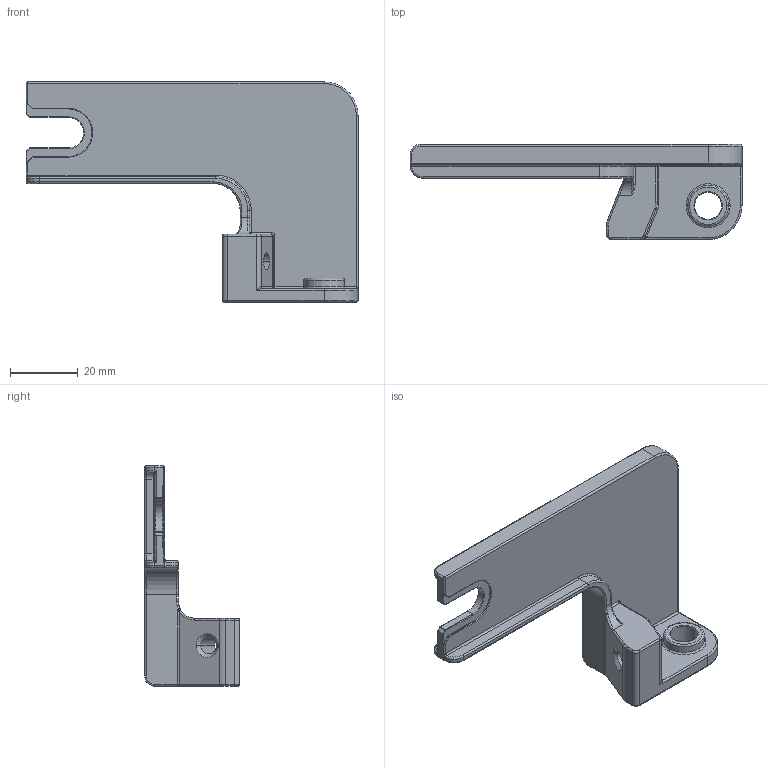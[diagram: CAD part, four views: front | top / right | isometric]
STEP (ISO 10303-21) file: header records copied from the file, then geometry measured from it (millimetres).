
FILE_DESCRIPTION (( 'STEP AP203' ), '1' );
FILE_NAME ('SUPPORT US.STEP', '2022-04-29T13:43:07', ( '' ), ( '' ), 'SwSTEP 2.0', 'SolidWorks 2020', '' );
FILE_SCHEMA (( 'CONFIG_CONTROL_DESIGN' ));
Length unit declared in the file: millimetre
Products named in the file (1): SUPPORT US
Bounding box: 98 x 28 x 65 mm (x, y, z)
Volume: 22053.7 mm3; surface area: 14291.4 mm2
Topology: 1 solids, 1 shells, 327 faces, 755 edges, 414 vertices
Faces by surface type: cylinder 151, torus 80, plane 57, bspline 26, sphere 11, cone 2
Entity records: 9582 total; most frequent: CARTESIAN_POINT 2236, DIRECTION 1663, ORIENTED_EDGE 1468, EDGE_CURVE 734, AXIS2_PLACEMENT_3D 683, VERTEX_POINT 414, CIRCLE 381, EDGE_LOOP 336
